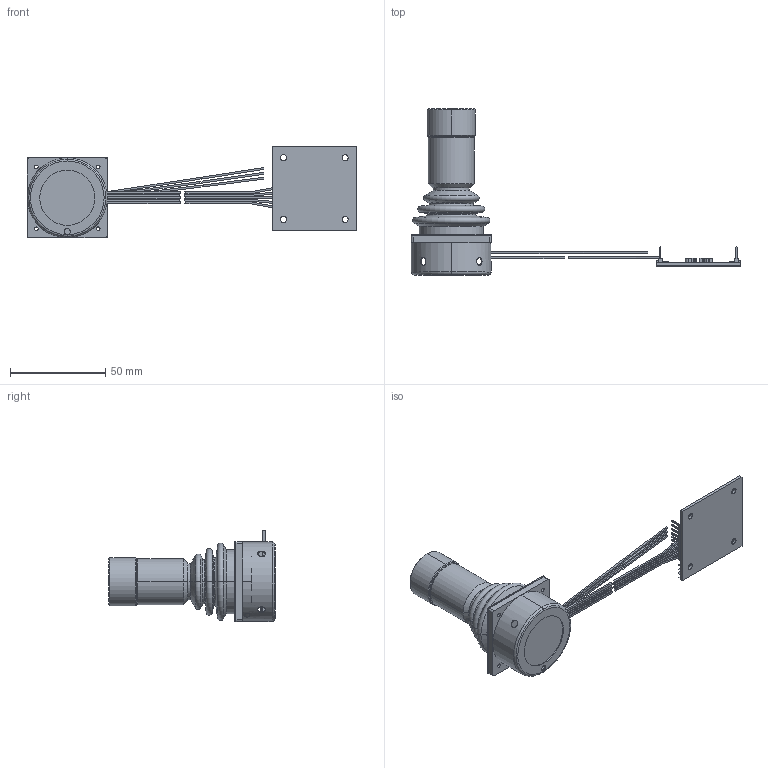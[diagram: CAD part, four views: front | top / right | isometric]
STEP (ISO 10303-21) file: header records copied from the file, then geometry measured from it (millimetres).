
FILE_DESCRIPTION (( 'STEP AP214' ), '1' );
FILE_NAME ('761701-3D F18X0-N82.STEP', '2013-02-25T16:34:24', ( 'Claire Bradshaw' ), ( 'CTI Electronics' ), 'SwSTEP 2.0', 'SolidWorks 2012', '' );
FILE_SCHEMA (( 'AUTOMOTIVE_DESIGN' ));
Length unit declared in the file: inch
Products named in the file (15): F18X0 Knob & Cap Sub Assm-3D; 761701-3D F18X0-N82; CTI 46E Card 3D; Wire  for joystick assm-3D; CTI 46Eand Ribbon Cable-3D; A111651-X-3D-Sales  F1000 Square Body; B111650-3D-Sales Bearing Support-3D; A241668-3D-Sales Boot For F1000-3D; A161647-2-3D - Cover for F1000-3D; Gasket for F1000 Cover-3D; F Series Joystick Module-3D; Switch Wires 46E -3D; F1000 Assm with CTI 46E card 3D; B141649-3D Spindle F18X0 Sales; B101645-3D Cap for F18X0-3D Sales
Assembly tree (14 placements, depth 4):
  761701-3D F18X0-N82
    F1000 Assm with CTI 46E card 3D
      CTI 46Eand Ribbon Cable-3D
        CTI 46E Card 3D
        Wire  for joystick assm-3D
      F Series Joystick Module-3D
        A111651-X-3D-Sales  F1000 Square Body
        B111650-3D-Sales Bearing Support-3D
        A241668-3D-Sales Boot For F1000-3D
        A161647-2-3D - Cover for F1000-3D
        Gasket for F1000 Cover-3D
      Switch Wires 46E -3D
    F18X0 Knob & Cap Sub Assm-3D
      B141649-3D Spindle F18X0 Sales
      B101645-3D Cap for F18X0-3D Sales
Bounding box: 173.03 x 87.3 x 48 mm (x, y, z)
Volume: 47359.1 mm3; surface area: 41850.1 mm2
Topology: 16 solids, 16 shells, 882 faces, 2211 edges, 1426 vertices
Faces by surface type: plane 553, bspline 164, cylinder 99, cone 34, torus 32
Entity records: 35898 total; most frequent: CARTESIAN_POINT 13598, ORIENTED_EDGE 4422, DIRECTION 3611, EDGE_CURVE 2211, VECTOR 1581, LINE 1581, VERTEX_POINT 1426, AXIS2_PLACEMENT_3D 1015
